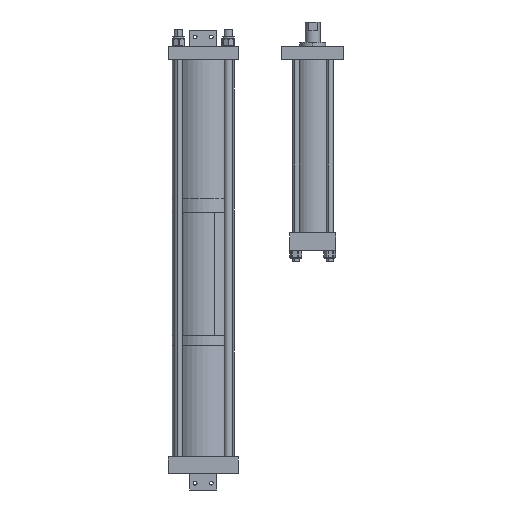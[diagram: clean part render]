
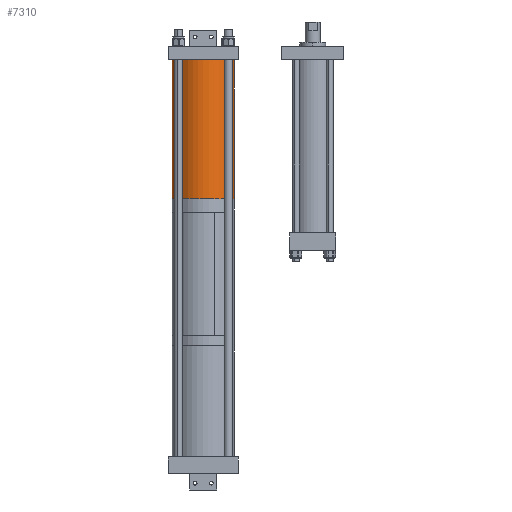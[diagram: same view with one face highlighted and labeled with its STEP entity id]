
A CAD part, front view. The second image highlights one B-rep face of the part: STEP entity #7310.
In plain terms, the highlighted cylindrical face has radius 73.025 mm (diameter 146.05 mm), a partial arc.
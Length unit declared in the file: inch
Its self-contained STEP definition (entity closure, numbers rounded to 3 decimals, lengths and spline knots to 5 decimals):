
#198 = CARTESIAN_POINT ( 'NONE',  ( -2.875, 0., 12.829 ) ) ;
#1332 = VECTOR ( 'NONE', #8752, 39.37008 ) ;
#1467 = CARTESIAN_POINT ( 'NONE',  ( 2.875, 0., 0. ) ) ;
#1515 = VERTEX_POINT ( 'NONE', #12270 ) ;
#1659 = EDGE_CURVE ( 'NONE', #6069, #14310, #4506, .T. ) ;
#2174 = ORIENTED_EDGE ( 'NONE', *, *, #11746, .F. ) ;
#2381 = CARTESIAN_POINT ( 'NONE',  ( 2.875, 0., 12.829 ) ) ;
#2444 = CARTESIAN_POINT ( 'NONE',  ( 0., 0., 0. ) ) ;
#2515 = DIRECTION ( 'NONE',  ( 1., 0., 0. ) ) ;
#3732 = VERTEX_POINT ( 'NONE', #198 ) ;
#3750 = DIRECTION ( 'NONE',  ( 0., 0., -1. ) ) ;
#4461 = CARTESIAN_POINT ( 'NONE',  ( -2.875, 0., 12.829 ) ) ;
#4506 = CIRCLE ( 'NONE', #8897, 2.875 ) ;
#4525 = EDGE_LOOP ( 'NONE', ( #4957, #2174, #12906, #16618 ) ) ;
#4709 = CIRCLE ( 'NONE', #5461, 2.875 ) ;
#4957 = ORIENTED_EDGE ( 'NONE', *, *, #10455, .F. ) ;
#5461 = AXIS2_PLACEMENT_3D ( 'NONE', #10331, #7500, #2515 ) ;
#6052 = DIRECTION ( 'NONE',  ( 1., 0., 0. ) ) ;
#6069 = VERTEX_POINT ( 'NONE', #11655 ) ;
#7310 = ADVANCED_FACE ( 'NONE', ( #11874 ), #14471, .T. ) ;
#7500 = DIRECTION ( 'NONE',  ( 0., 0., 1. ) ) ;
#8091 = EDGE_CURVE ( 'NONE', #3732, #6069, #8203, .T. ) ;
#8203 = LINE ( 'NONE', #4461, #11451 ) ;
#8752 = DIRECTION ( 'NONE',  ( 0., 0., -1. ) ) ;
#8897 = AXIS2_PLACEMENT_3D ( 'NONE', #2444, #11441, #6052 ) ;
#10331 = CARTESIAN_POINT ( 'NONE',  ( 0., 0., 12.829 ) ) ;
#10380 = LINE ( 'NONE', #2381, #1332 ) ;
#10455 = EDGE_CURVE ( 'NONE', #1515, #14310, #10380, .T. ) ;
#11441 = DIRECTION ( 'NONE',  ( 0., 0., 1. ) ) ;
#11451 = VECTOR ( 'NONE', #15973, 39.37008 ) ;
#11655 = CARTESIAN_POINT ( 'NONE',  ( -2.875, 0., 0. ) ) ;
#11746 = EDGE_CURVE ( 'NONE', #3732, #1515, #4709, .T. ) ;
#11874 = FACE_OUTER_BOUND ( 'NONE', #4525, .T. ) ;
#12270 = CARTESIAN_POINT ( 'NONE',  ( 2.875, 0., 12.829 ) ) ;
#12906 = ORIENTED_EDGE ( 'NONE', *, *, #8091, .T. ) ;
#14310 = VERTEX_POINT ( 'NONE', #1467 ) ;
#14471 = CYLINDRICAL_SURFACE ( 'NONE', #16598, 2.875 ) ;
#15326 = DIRECTION ( 'NONE',  ( -1., 0., 0. ) ) ;
#15973 = DIRECTION ( 'NONE',  ( 0., 0., -1. ) ) ;
#16493 = CARTESIAN_POINT ( 'NONE',  ( 0., 0., 12.829 ) ) ;
#16598 = AXIS2_PLACEMENT_3D ( 'NONE', #16493, #3750, #15326 ) ;
#16618 = ORIENTED_EDGE ( 'NONE', *, *, #1659, .T. ) ;
